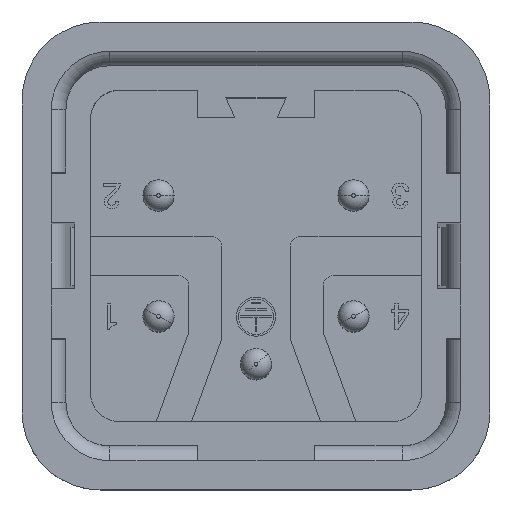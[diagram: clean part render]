
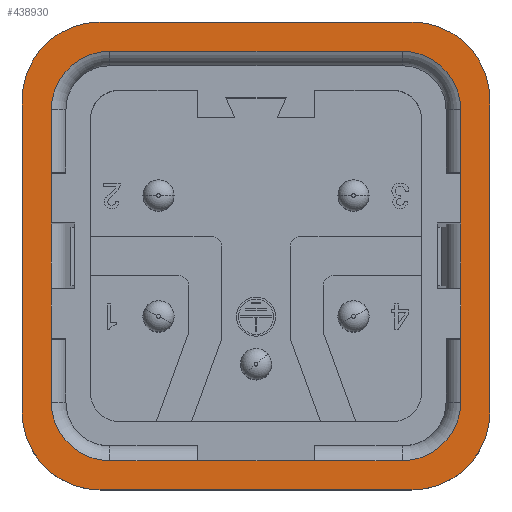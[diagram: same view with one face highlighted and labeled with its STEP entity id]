
A CAD part, top view. The second image highlights one B-rep face of the part: STEP entity #438930.
In plain terms, the highlighted face is planar.
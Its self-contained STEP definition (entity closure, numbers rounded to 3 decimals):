
#31170=CARTESIAN_POINT('',(38.188,45.013,-44.3));
#31180=VERTEX_POINT('',#31170);
#34700=CARTESIAN_POINT('',(59.188,42.386,-44.3));
#34710=VERTEX_POINT('',#34700);
#422460=CARTESIAN_POINT('',(38.188,42.386,-44.3));
#422470=VERTEX_POINT('',#422460);
#431500=CARTESIAN_POINT('',(51.688,57.165,-44.3));
#431510=VERTEX_POINT('',#431500);
#436840=CARTESIAN_POINT('',(38.188,54.165,-44.3));
#436850=DIRECTION('',(0.,-1.,0.));
#436860=VECTOR('',#436850,1.);
#436870=LINE('',#436840,#436860);
#436880=CARTESIAN_POINT('',(38.188,48.317,-44.3));
#436890=VERTEX_POINT('',#436880);
#436900=EDGE_CURVE('',#436890,#31180,#436870,.T.);
#437030=CARTESIAN_POINT('',(38.471,41.202,-44.3));
#437040=DIRECTION('',(0.,0.,-1.));
#437050=DIRECTION('',(-1.,0.,0.));
#437060=AXIS2_PLACEMENT_3D('',#437030,#437040,#437050);
#437070=PLANE('',#437060);
#437080=CARTESIAN_POINT('',(47.219,58.665,-44.3));
#437090=DIRECTION('',(-1.,0.,0.));
#437100=VECTOR('',#437090,1.);
#437110=LINE('',#437080,#437100);
#437120=CARTESIAN_POINT('',(56.688,58.665,-44.3));
#437130=VERTEX_POINT('',#437120);
#437140=CARTESIAN_POINT('',(40.688,58.665,-44.3));
#437150=VERTEX_POINT('',#437140);
#437160=EDGE_CURVE('',#437130,#437150,#437110,.T.);
#437170=ORIENTED_EDGE('',*,*,#437160,.F.);
#437180=CARTESIAN_POINT('',(40.688,54.665,-44.3));
#437190=DIRECTION('',(0.,0.,-1.));
#437200=DIRECTION('',(-1.,0.,0.));
#437210=AXIS2_PLACEMENT_3D('',#437180,#437190,#437200);
#437220=CIRCLE('',#437210,4.);
#437230=CARTESIAN_POINT('',(36.688,54.665,-44.3));
#437240=VERTEX_POINT('',#437230);
#437250=EDGE_CURVE('',#437240,#437150,#437220,.T.);
#437260=ORIENTED_EDGE('',*,*,#437250,.T.);
#437270=CARTESIAN_POINT('',(36.688,56.025,-44.3));
#437280=DIRECTION('',(0.,-1.,0.));
#437290=VECTOR('',#437280,1.);
#437300=LINE('',#437270,#437290);
#437310=CARTESIAN_POINT('',(36.688,38.665,-44.3));
#437320=VERTEX_POINT('',#437310);
#437330=EDGE_CURVE('',#437240,#437320,#437300,.T.);
#437340=ORIENTED_EDGE('',*,*,#437330,.F.);
#437350=CARTESIAN_POINT('',(40.688,38.665,-44.3));
#437360=DIRECTION('',(0.,0.,-1.));
#437370=DIRECTION('',(-1.,0.,0.));
#437380=AXIS2_PLACEMENT_3D('',#437350,#437360,#437370);
#437390=CIRCLE('',#437380,4.);
#437400=CARTESIAN_POINT('',(40.688,34.665,-44.3));
#437410=VERTEX_POINT('',#437400);
#437420=EDGE_CURVE('',#437410,#437320,#437390,.T.);
#437430=ORIENTED_EDGE('',*,*,#437420,.T.);
#437440=CARTESIAN_POINT('',(47.219,34.665,-44.3));
#437450=DIRECTION('',(1.,0.,-0.));
#437460=VECTOR('',#437450,1.);
#437470=LINE('',#437440,#437460);
#437480=CARTESIAN_POINT('',(56.688,34.665,-44.3));
#437490=VERTEX_POINT('',#437480);
#437500=EDGE_CURVE('',#437410,#437490,#437470,.T.);
#437510=ORIENTED_EDGE('',*,*,#437500,.F.);
#437520=CARTESIAN_POINT('',(56.688,38.665,-44.3));
#437530=DIRECTION('',(0.,0.,-1.));
#437540=DIRECTION('',(-1.,0.,0.));
#437550=AXIS2_PLACEMENT_3D('',#437520,#437530,#437540);
#437560=CIRCLE('',#437550,4.);
#437570=CARTESIAN_POINT('',(60.688,38.665,-44.3));
#437580=VERTEX_POINT('',#437570);
#437590=EDGE_CURVE('',#437580,#437490,#437560,.T.);
#437600=ORIENTED_EDGE('',*,*,#437590,.T.);
#437610=CARTESIAN_POINT('',(60.688,56.025,-44.3));
#437620=DIRECTION('',(0.,1.,0.));
#437630=VECTOR('',#437620,1.);
#437640=LINE('',#437610,#437630);
#437650=CARTESIAN_POINT('',(60.688,54.665,-44.3));
#437660=VERTEX_POINT('',#437650);
#437670=EDGE_CURVE('',#437580,#437660,#437640,.T.);
#437680=ORIENTED_EDGE('',*,*,#437670,.F.);
#437690=CARTESIAN_POINT('',(56.688,54.665,-44.3));
#437700=DIRECTION('',(0.,0.,-1.));
#437710=DIRECTION('',(-1.,0.,0.));
#437720=AXIS2_PLACEMENT_3D('',#437690,#437700,#437710);
#437730=CIRCLE('',#437720,4.);
#437740=EDGE_CURVE('',#437130,#437660,#437730,.T.);
#437750=ORIENTED_EDGE('',*,*,#437740,.T.);
#437760=EDGE_LOOP('',(#437750,#437680,#437600,#437510,#437430,#437340,
#437260,#437170));
#437770=FACE_OUTER_BOUND('',#437760,.T.);
#437780=CARTESIAN_POINT('',(45.599,57.165,-44.3));
#437790=DIRECTION('',(-1.,0.,0.));
#437800=VECTOR('',#437790,1.);
#437810=LINE('',#437780,#437800);
#437820=CARTESIAN_POINT('',(45.688,57.165,-44.3));
#437830=VERTEX_POINT('',#437820);
#437840=EDGE_CURVE('',#431510,#437830,#437810,.T.);
#437850=ORIENTED_EDGE('',*,*,#437840,.T.);
#437860=CARTESIAN_POINT('',(56.188,57.165,-44.3));
#437870=DIRECTION('',(-1.,0.,0.));
#437880=VECTOR('',#437870,1.);
#437890=LINE('',#437860,#437880);
#437900=CARTESIAN_POINT('',(56.188,57.165,-44.3));
#437910=VERTEX_POINT('',#437900);
#437920=EDGE_CURVE('',#437910,#431510,#437890,.T.);
#437930=ORIENTED_EDGE('',*,*,#437920,.T.);
#437940=CARTESIAN_POINT('',(56.188,54.165,-44.3));
#437950=DIRECTION('',(0.,0.,-1.));
#437960=DIRECTION('',(-1.,0.,0.));
#437970=AXIS2_PLACEMENT_3D('',#437940,#437950,#437960);
#437980=CIRCLE('',#437970,3.);
#437990=CARTESIAN_POINT('',(59.188,54.165,-44.3));
#438000=VERTEX_POINT('',#437990);
#438010=EDGE_CURVE('',#437910,#438000,#437980,.T.);
#438020=ORIENTED_EDGE('',*,*,#438010,.F.);
#438030=CARTESIAN_POINT('',(59.188,39.165,-44.3));
#438040=DIRECTION('',(0.,1.,0.));
#438050=VECTOR('',#438040,1.);
#438060=LINE('',#438030,#438050);
#438070=CARTESIAN_POINT('',(59.188,50.944,-44.3));
#438080=VERTEX_POINT('',#438070);
#438090=EDGE_CURVE('',#438080,#438000,#438060,.T.);
#438100=ORIENTED_EDGE('',*,*,#438090,.T.);
#438110=CARTESIAN_POINT('',(59.188,46.605,-44.3));
#438120=DIRECTION('',(0.,1.,0.));
#438130=VECTOR('',#438120,1.);
#438140=LINE('',#438110,#438130);
#438150=CARTESIAN_POINT('',(59.188,48.317,-44.3));
#438160=VERTEX_POINT('',#438150);
#438170=EDGE_CURVE('',#438160,#438080,#438140,.T.);
#438180=ORIENTED_EDGE('',*,*,#438170,.T.);
#438190=CARTESIAN_POINT('',(59.188,45.013,-44.3));
#438200=VERTEX_POINT('',#438190);
#438210=EDGE_CURVE('',#438200,#438160,#438060,.T.);
#438220=ORIENTED_EDGE('',*,*,#438210,.T.);
#438230=CARTESIAN_POINT('',(59.188,46.605,-44.3));
#438240=DIRECTION('',(0.,1.,0.));
#438250=VECTOR('',#438240,1.);
#438260=LINE('',#438230,#438250);
#438270=EDGE_CURVE('',#34710,#438200,#438260,.T.);
#438280=ORIENTED_EDGE('',*,*,#438270,.T.);
#438290=CARTESIAN_POINT('',(59.188,39.165,-44.3));
#438300=VERTEX_POINT('',#438290);
#438310=EDGE_CURVE('',#438300,#34710,#438060,.T.);
#438320=ORIENTED_EDGE('',*,*,#438310,.T.);
#438330=CARTESIAN_POINT('',(56.188,39.165,-44.3));
#438340=DIRECTION('',(0.,0.,-1.));
#438350=DIRECTION('',(-1.,0.,0.));
#438360=AXIS2_PLACEMENT_3D('',#438330,#438340,#438350);
#438370=CIRCLE('',#438360,3.);
#438380=CARTESIAN_POINT('',(56.188,36.165,-44.3));
#438390=VERTEX_POINT('',#438380);
#438400=EDGE_CURVE('',#438300,#438390,#438370,.T.);
#438410=ORIENTED_EDGE('',*,*,#438400,.F.);
#438420=CARTESIAN_POINT('',(41.188,36.165,-44.3));
#438430=DIRECTION('',(1.,0.,0.));
#438440=VECTOR('',#438430,1.);
#438450=LINE('',#438420,#438440);
#438460=CARTESIAN_POINT('',(41.188,36.165,-44.3));
#438470=VERTEX_POINT('',#438460);
#438480=EDGE_CURVE('',#438470,#438390,#438450,.T.);
#438490=ORIENTED_EDGE('',*,*,#438480,.T.);
#438500=CARTESIAN_POINT('',(41.188,39.165,-44.3));
#438510=DIRECTION('',(0.,0.,-1.));
#438520=DIRECTION('',(-1.,0.,0.));
#438530=AXIS2_PLACEMENT_3D('',#438500,#438510,#438520);
#438540=CIRCLE('',#438530,3.);
#438550=CARTESIAN_POINT('',(38.188,39.165,-44.3));
#438560=VERTEX_POINT('',#438550);
#438570=EDGE_CURVE('',#438470,#438560,#438540,.T.);
#438580=ORIENTED_EDGE('',*,*,#438570,.F.);
#438590=EDGE_CURVE('',#422470,#438560,#436870,.T.);
#438600=ORIENTED_EDGE('',*,*,#438590,.T.);
#438610=CARTESIAN_POINT('',(38.188,46.605,-44.3));
#438620=DIRECTION('',(0.,-1.,0.));
#438630=VECTOR('',#438620,1.);
#438640=LINE('',#438610,#438630);
#438650=EDGE_CURVE('',#31180,#422470,#438640,.T.);
#438660=ORIENTED_EDGE('',*,*,#438650,.T.);
#438670=ORIENTED_EDGE('',*,*,#436900,.T.);
#438680=CARTESIAN_POINT('',(38.188,46.605,-44.3));
#438690=DIRECTION('',(0.,-1.,0.));
#438700=VECTOR('',#438690,1.);
#438710=LINE('',#438680,#438700);
#438720=CARTESIAN_POINT('',(38.188,50.944,-44.3));
#438730=VERTEX_POINT('',#438720);
#438740=EDGE_CURVE('',#438730,#436890,#438710,.T.);
#438750=ORIENTED_EDGE('',*,*,#438740,.T.);
#438760=CARTESIAN_POINT('',(38.188,54.165,-44.3));
#438770=VERTEX_POINT('',#438760);
#438780=EDGE_CURVE('',#438770,#438730,#436870,.T.);
#438790=ORIENTED_EDGE('',*,*,#438780,.T.);
#438800=CARTESIAN_POINT('',(41.188,54.165,-44.3));
#438810=DIRECTION('',(0.,0.,-1.));
#438820=DIRECTION('',(-1.,0.,0.));
#438830=AXIS2_PLACEMENT_3D('',#438800,#438810,#438820);
#438840=CIRCLE('',#438830,3.);
#438850=CARTESIAN_POINT('',(41.188,57.165,-44.3));
#438860=VERTEX_POINT('',#438850);
#438870=EDGE_CURVE('',#438770,#438860,#438840,.T.);
#438880=ORIENTED_EDGE('',*,*,#438870,.F.);
#438890=EDGE_CURVE('',#437830,#438860,#437890,.T.);
#438900=ORIENTED_EDGE('',*,*,#438890,.T.);
#438910=EDGE_LOOP('',(#438900,#438880,#438790,#438750,#438670,#438660,
#438600,#438580,#438490,#438410,#438320,#438280,#438220,#438180,#438100,
#438020,#437930,#437850));
#438920=FACE_BOUND('',#438910,.T.);
#438930=ADVANCED_FACE('',(#437770,#438920),#437070,.T.);
